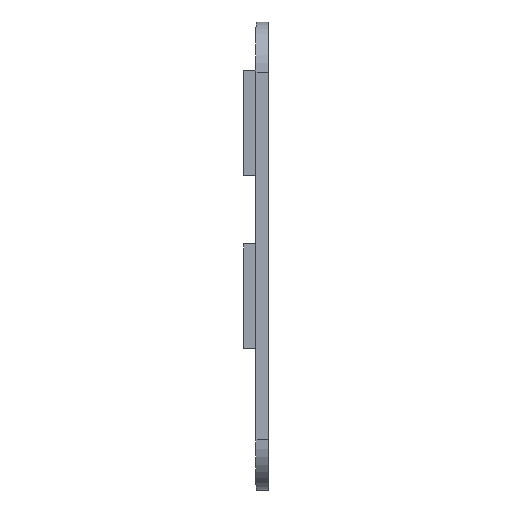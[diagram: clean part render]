
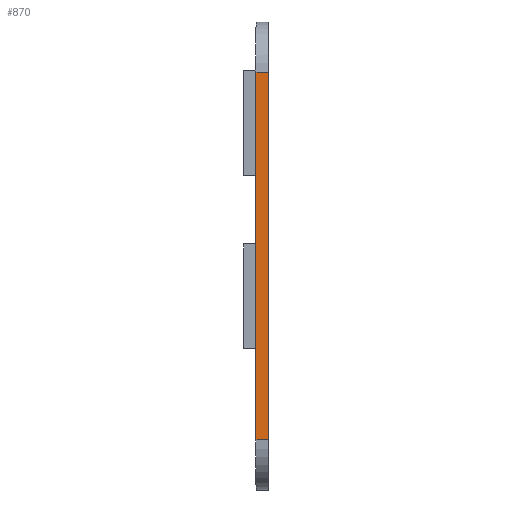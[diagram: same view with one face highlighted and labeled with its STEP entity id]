
A CAD part, left-side view. The second image highlights one B-rep face of the part: STEP entity #870.
In plain terms, the highlighted planar face has unit normal (-1, 0, 0).
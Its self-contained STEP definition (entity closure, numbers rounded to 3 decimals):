
#3 = DIRECTION ( 'NONE',  ( 1., 0., 0. ) ) ;
#41 = LINE ( 'NONE', #428, #1044 ) ;
#123 = PLANE ( 'NONE',  #1408 ) ;
#175 = CARTESIAN_POINT ( 'NONE',  ( 0., 1.8, -62.5 ) ) ;
#231 = EDGE_CURVE ( 'NONE', #829, #775, #1401, .T. ) ;
#253 = EDGE_LOOP ( 'NONE', ( #1218, #339, #1038, #1271 ) ) ;
#334 = CARTESIAN_POINT ( 'NONE',  ( 0., 0., -7.5 ) ) ;
#339 = ORIENTED_EDGE ( 'NONE', *, *, #906, .T. ) ;
#342 = VECTOR ( 'NONE', #1282, 1000. ) ;
#428 = CARTESIAN_POINT ( 'NONE',  ( 0., 0., 0. ) ) ;
#472 = VERTEX_POINT ( 'NONE', #334 ) ;
#498 = FACE_OUTER_BOUND ( 'NONE', #253, .T. ) ;
#510 = CARTESIAN_POINT ( 'NONE',  ( 0., 1.8, 0. ) ) ;
#563 = CARTESIAN_POINT ( 'NONE',  ( 0., 0., -62.5 ) ) ;
#640 = CARTESIAN_POINT ( 'NONE',  ( 0., 1.8, 0. ) ) ;
#687 = DIRECTION ( 'NONE',  ( 0., -1., 0. ) ) ;
#775 = VERTEX_POINT ( 'NONE', #1242 ) ;
#829 = VERTEX_POINT ( 'NONE', #1118 ) ;
#870 = ADVANCED_FACE ( 'NONE', ( #498 ), #123, .F. ) ;
#906 = EDGE_CURVE ( 'NONE', #472, #775, #1405, .T. ) ;
#914 = CARTESIAN_POINT ( 'NONE',  ( 0., 1.8, -7.5 ) ) ;
#1029 = VECTOR ( 'NONE', #1653, 1000. ) ;
#1038 = ORIENTED_EDGE ( 'NONE', *, *, #231, .F. ) ;
#1044 = VECTOR ( 'NONE', #1062, 1000. ) ;
#1049 = EDGE_CURVE ( 'NONE', #1567, #472, #41, .T. ) ;
#1062 = DIRECTION ( 'NONE',  ( 0., 0., 1. ) ) ;
#1118 = CARTESIAN_POINT ( 'NONE',  ( 0., 1.8, -62.5 ) ) ;
#1153 = DIRECTION ( 'NONE',  ( 0., 0., -1. ) ) ;
#1218 = ORIENTED_EDGE ( 'NONE', *, *, #1049, .T. ) ;
#1242 = CARTESIAN_POINT ( 'NONE',  ( 0., 1.8, -7.5 ) ) ;
#1268 = VECTOR ( 'NONE', #687, 1000. ) ;
#1271 = ORIENTED_EDGE ( 'NONE', *, *, #1559, .T. ) ;
#1282 = DIRECTION ( 'NONE',  ( 0., 1., 0. ) ) ;
#1325 = LINE ( 'NONE', #175, #1268 ) ;
#1401 = LINE ( 'NONE', #640, #1029 ) ;
#1405 = LINE ( 'NONE', #914, #342 ) ;
#1408 = AXIS2_PLACEMENT_3D ( 'NONE', #510, #3, #1153 ) ;
#1559 = EDGE_CURVE ( 'NONE', #829, #1567, #1325, .T. ) ;
#1567 = VERTEX_POINT ( 'NONE', #563 ) ;
#1653 = DIRECTION ( 'NONE',  ( 0., 0., 1. ) ) ;
